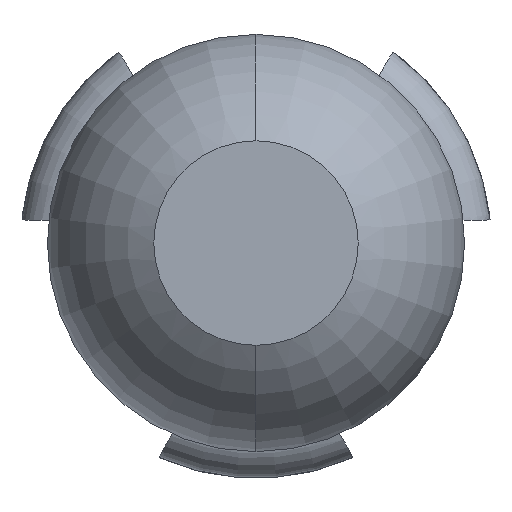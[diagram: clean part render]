
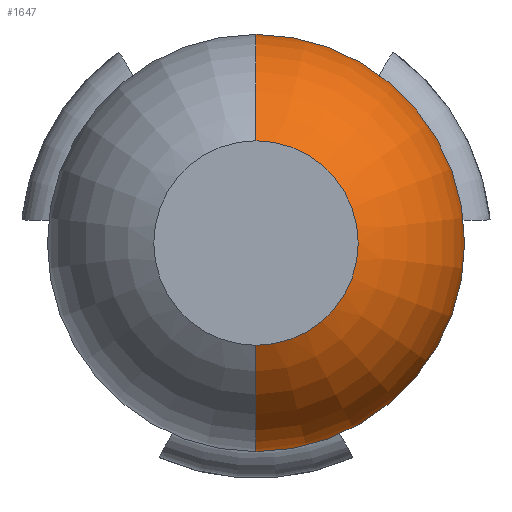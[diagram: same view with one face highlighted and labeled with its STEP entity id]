
A CAD part, front view. The second image highlights one B-rep face of the part: STEP entity #1647.
In plain terms, the highlighted toroidal (fillet/blend) face has major radius 0.01 mm and minor radius 0.5 mm.
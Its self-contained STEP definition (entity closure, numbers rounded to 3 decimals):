
#20 = DIRECTION ( 'NONE',  ( 0., 1., 0. ) ) ;
#60 = EDGE_CURVE ( 'NONE', #572, #1820, #4040, .T. ) ;
#173 = CARTESIAN_POINT ( 'NONE',  ( 0., -30.4, 0. ) ) ;
#187 = DIRECTION ( 'NONE',  ( 0., -1., 0. ) ) ;
#334 = EDGE_LOOP ( 'NONE', ( #674, #3226, #3478, #1572 ) ) ;
#391 = CARTESIAN_POINT ( 'NONE',  ( 0., -29.961, 0.01 ) ) ;
#434 = AXIS2_PLACEMENT_3D ( 'NONE', #391, #3533, #2293 ) ;
#572 = VERTEX_POINT ( 'NONE', #2097 ) ;
#620 = AXIS2_PLACEMENT_3D ( 'NONE', #2892, #2565, #4149 ) ;
#674 = ORIENTED_EDGE ( 'NONE', *, *, #2342, .F. ) ;
#730 = AXIS2_PLACEMENT_3D ( 'NONE', #2338, #2356, #782 ) ;
#782 = DIRECTION ( 'NONE',  ( 0., 0., -1. ) ) ;
#1077 = FACE_OUTER_BOUND ( 'NONE', #334, .T. ) ;
#1329 = DIRECTION ( 'NONE',  ( 0., 0., 1. ) ) ;
#1431 = AXIS2_PLACEMENT_3D ( 'NONE', #3249, #20, #1329 ) ;
#1572 = ORIENTED_EDGE ( 'NONE', *, *, #60, .F. ) ;
#1647 = ADVANCED_FACE ( 'Defeature ausgef�hrt1_5', ( #1077 ), #2760, .T. ) ;
#1671 = VERTEX_POINT ( 'NONE', #2936 ) ;
#1742 = CARTESIAN_POINT ( 'NONE',  ( 0., -30.4, -0.25 ) ) ;
#1766 = CIRCLE ( 'NONE', #1431, 0.51 ) ;
#1820 = VERTEX_POINT ( 'NONE', #2959 ) ;
#2097 = CARTESIAN_POINT ( 'NONE',  ( 0., -30.4, 0.25 ) ) ;
#2278 = CIRCLE ( 'NONE', #3753, 0.25 ) ;
#2293 = DIRECTION ( 'NONE',  ( 0., 0., 1. ) ) ;
#2338 = CARTESIAN_POINT ( 'NONE',  ( 0., -29.961, -0.01 ) ) ;
#2342 = EDGE_CURVE ( 'Defeature ausgef�hrt1_27+Defeature ausgef�hrt1_5+Defeature ausgef�hrt1_5+Defeature ausgef�hrt1_5', #3513, #572, #2278, .T. ) ;
#2356 = DIRECTION ( 'NONE',  ( 1., 0., 0. ) ) ;
#2428 = DIRECTION ( 'NONE',  ( 0., 0., -1. ) ) ;
#2565 = DIRECTION ( 'NONE',  ( 0., 1., 0. ) ) ;
#2760 = TOROIDAL_SURFACE ( 'NONE', #620, 0.01, 0.5 ) ;
#2892 = CARTESIAN_POINT ( 'NONE',  ( 0., -29.961, 0. ) ) ;
#2936 = CARTESIAN_POINT ( 'NONE',  ( 0., -29.961, -0.51 ) ) ;
#2959 = CARTESIAN_POINT ( 'NONE',  ( 0., -29.961, 0.51 ) ) ;
#3226 = ORIENTED_EDGE ( 'NONE', *, *, #3339, .T. ) ;
#3241 = EDGE_CURVE ( 'Defeature ausgef�hrt1_6+Defeature ausgef�hrt1_5+Defeature ausgef�hrt1_5+Defeature ausgef�hrt1_5', #1820, #1671, #1766, .T. ) ;
#3249 = CARTESIAN_POINT ( 'NONE',  ( 0., -29.961, 0. ) ) ;
#3339 = EDGE_CURVE ( 'NONE', #3513, #1671, #3733, .T. ) ;
#3478 = ORIENTED_EDGE ( 'NONE', *, *, #3241, .F. ) ;
#3513 = VERTEX_POINT ( 'NONE', #1742 ) ;
#3533 = DIRECTION ( 'NONE',  ( -1., 0., 0. ) ) ;
#3733 = CIRCLE ( 'NONE', #730, 0.5 ) ;
#3753 = AXIS2_PLACEMENT_3D ( 'NONE', #173, #187, #2428 ) ;
#4040 = CIRCLE ( 'NONE', #434, 0.5 ) ;
#4149 = DIRECTION ( 'NONE',  ( 0., 0., 1. ) ) ;
